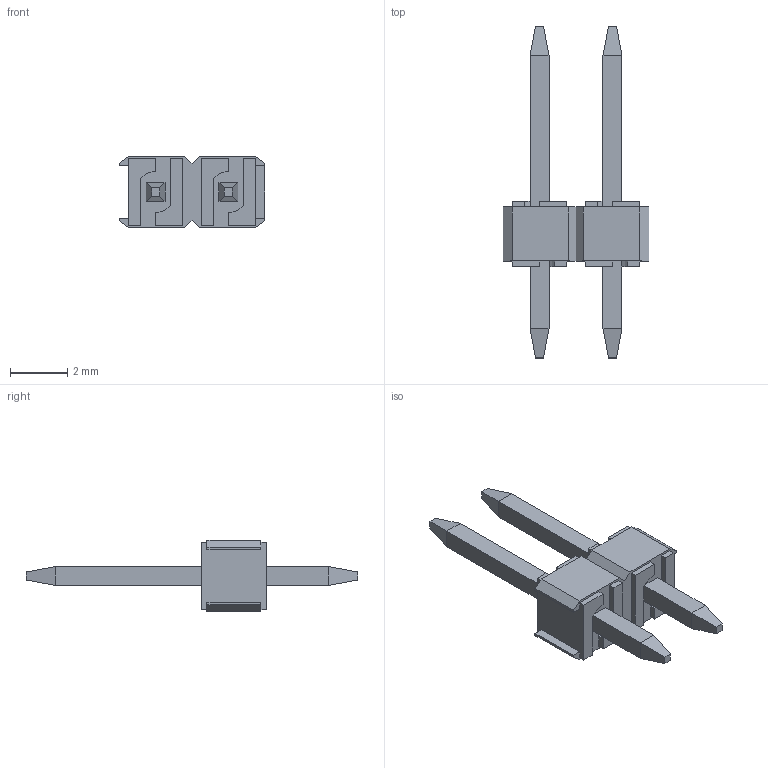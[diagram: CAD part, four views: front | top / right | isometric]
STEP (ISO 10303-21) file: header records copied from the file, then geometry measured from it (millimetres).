
FILE_DESCRIPTION(('STEP AP242'),'1');
FILE_NAME('22-28-4020.stp','2021-08-19T14:12:53',('TraceParts'),('TraceParts S.A.'),'Spatial InterOp 3D',' ',' ');
FILE_SCHEMA(('AP242_MANAGED_MODEL_BASED_3D_ENGINEERING_MIM_LF {1 0 10303 442 1 1 4}'));
Length unit declared in the file: millimetre
Products named in the file (1): 22-28-4020_1
Bounding box: 5.08 x 11.56 x 2.49 mm (x, y, z)
Volume: 31.5 mm3; surface area: 109.5 mm2
Topology: 1 solids, 1 shells, 120 faces, 314 edges, 208 vertices
Faces by surface type: plane 108, cylinder 12
Entity records: 3632 total; most frequent: CARTESIAN_POINT 636, ORIENTED_EDGE 620, DIRECTION 586, EDGE_CURVE 310, LINE 286, VECTOR 286, VERTEX_POINT 200, AXIS2_PLACEMENT_3D 150
